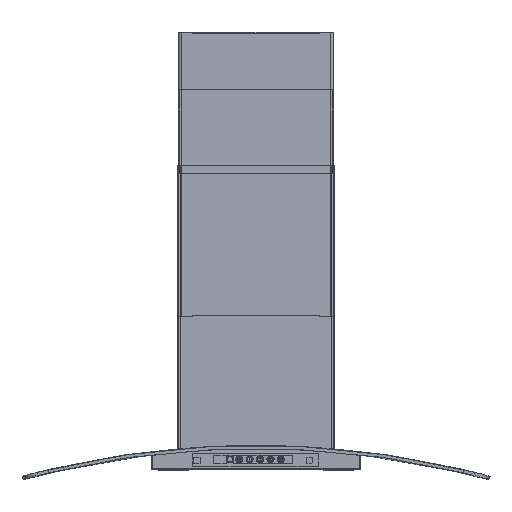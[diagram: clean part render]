
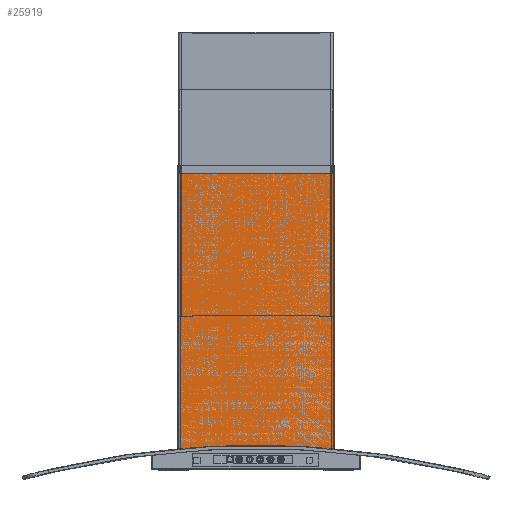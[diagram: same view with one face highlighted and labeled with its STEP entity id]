
A CAD part, top view. The second image highlights one B-rep face of the part: STEP entity #25919.
In plain terms, the highlighted planar face has unit normal (0, 0, 1).
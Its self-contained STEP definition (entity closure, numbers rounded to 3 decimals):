
#24408=DIRECTION('',(1.,0.,0.));
#24409=VECTOR('',#24408,296.);
#24410=CARTESIAN_POINT('',(-148.,568.,80.));
#24411=LINE('',#24410,#24409);
#24525=DIRECTION('',(0.,-1.,0.));
#24526=VECTOR('',#24525,528.68);
#24527=CARTESIAN_POINT('',(148.,568.,80.));
#24528=LINE('',#24527,#24526);
#24529=CARTESIAN_POINT('',(0.,-1677.312,80.));
#24530=DIRECTION('',(0.,0.,1.));
#24531=DIRECTION('',(0.086,0.996,0.));
#24532=AXIS2_PLACEMENT_3D('',#24529,#24530,#24531);
#24534=DIRECTION('',(0.,-1.,0.));
#24535=VECTOR('',#24534,528.68);
#24536=CARTESIAN_POINT('',(-148.,568.,80.));
#24537=LINE('',#24536,#24535);
#25345=CARTESIAN_POINT('',(148.,568.,80.));
#25346=CARTESIAN_POINT('',(148.,39.32,80.));
#25347=VERTEX_POINT('',#25345);
#25348=VERTEX_POINT('',#25346);
#25365=CARTESIAN_POINT('',(-148.,568.,80.));
#25366=VERTEX_POINT('',#25365);
#25367=CARTESIAN_POINT('',(-148.,39.32,80.));
#25368=VERTEX_POINT('',#25367);
#25908=CARTESIAN_POINT('',(-150.,28.,80.));
#25909=DIRECTION('',(0.,0.,1.));
#25910=DIRECTION('',(1.,0.,0.));
#25911=AXIS2_PLACEMENT_3D('',#25908,#25909,#25910);
#25912=PLANE('',#25911);
#25913=ORIENTED_EDGE('',*,*,#25900,.T.);
#25914=ORIENTED_EDGE('',*,*,#25571,.T.);
#25915=ORIENTED_EDGE('',*,*,#25744,.F.);
#25916=ORIENTED_EDGE('',*,*,#25770,.T.);
#25917=EDGE_LOOP('',(#25913,#25914,#25915,#25916));
#25918=FACE_OUTER_BOUND('',#25917,.F.);
#25919=ADVANCED_FACE('',(#25918),#25912,.T.);
#24533=CIRCLE('',#24532,1723.);
#25571=EDGE_CURVE('',#25348,#25368,#24533,.T.);
#25744=EDGE_CURVE('',#25366,#25368,#24537,.T.);
#25770=EDGE_CURVE('',#25366,#25347,#24411,.T.);
#25900=EDGE_CURVE('',#25347,#25348,#24528,.T.);
